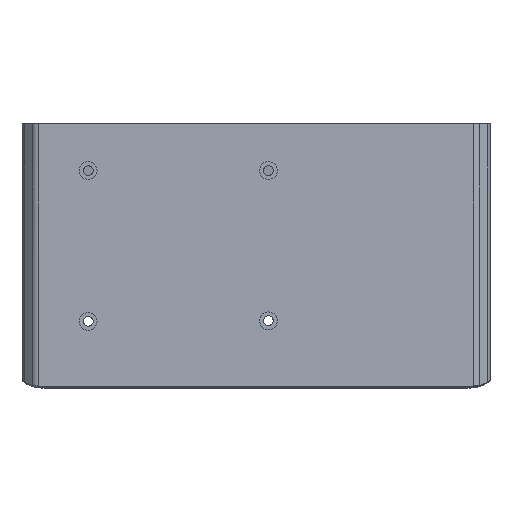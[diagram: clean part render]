
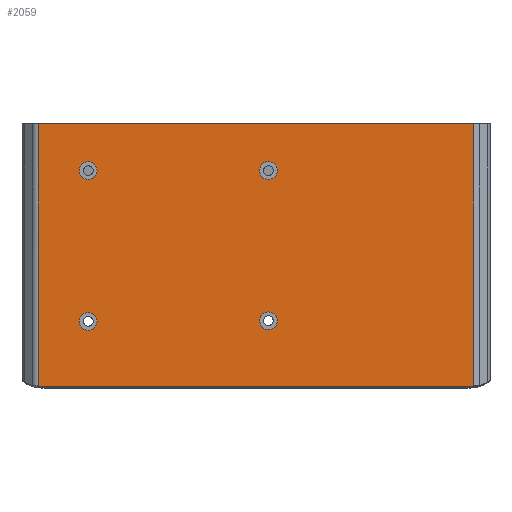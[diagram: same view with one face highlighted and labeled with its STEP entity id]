
A CAD part, front view. The second image highlights one B-rep face of the part: STEP entity #2059.
In plain terms, the highlighted planar face has unit normal (0, -1, 0).
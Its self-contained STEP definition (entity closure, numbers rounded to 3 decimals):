
#48=FACE_BOUND('',#356,.T.);
#49=FACE_BOUND('',#357,.T.);
#50=FACE_BOUND('',#358,.T.);
#51=FACE_BOUND('',#359,.T.);
#75=CIRCLE('',#2227,2.);
#78=CIRCLE('',#2232,2.);
#81=CIRCLE('',#2237,2.);
#84=CIRCLE('',#2242,2.);
#144=PLANE('',#2268);
#225=FACE_OUTER_BOUND('',#355,.T.);
#355=EDGE_LOOP('',(#1593,#1594,#1595,#1596,#1597,#1598));
#356=EDGE_LOOP('',(#1599));
#357=EDGE_LOOP('',(#1600));
#358=EDGE_LOOP('',(#1601));
#359=EDGE_LOOP('',(#1602));
#511=LINE('',#3267,#705);
#526=LINE('',#3358,#720);
#535=LINE('',#3386,#729);
#536=LINE('',#3388,#730);
#705=VECTOR('',#2551,10.);
#720=VECTOR('',#2642,10.);
#729=VECTOR('',#2665,10.);
#730=VECTOR('',#2668,10.);
#848=ELLIPSE('',#2167,6.446,5.);
#872=ELLIPSE('',#2220,6.446,5.);
#884=VERTEX_POINT('',#3015);
#885=VERTEX_POINT('',#3016);
#957=VERTEX_POINT('',#3248);
#958=VERTEX_POINT('',#3250);
#963=VERTEX_POINT('',#3286);
#966=VERTEX_POINT('',#3295);
#969=VERTEX_POINT('',#3304);
#972=VERTEX_POINT('',#3313);
#987=VERTEX_POINT('',#3355);
#988=VERTEX_POINT('',#3357);
#1075=EDGE_CURVE('',#884,#885,#848,.T.);
#1166=EDGE_CURVE('',#957,#958,#872,.T.);
#1170=EDGE_CURVE('',#885,#957,#511,.T.);
#1175=EDGE_CURVE('',#963,#963,#75,.T.);
#1179=EDGE_CURVE('',#966,#966,#78,.T.);
#1183=EDGE_CURVE('',#969,#969,#81,.T.);
#1187=EDGE_CURVE('',#972,#972,#84,.T.);
#1209=EDGE_CURVE('',#987,#988,#526,.T.);
#1223=EDGE_CURVE('',#988,#884,#535,.T.);
#1224=EDGE_CURVE('',#958,#987,#536,.T.);
#1593=ORIENTED_EDGE('',*,*,#1075,.F.);
#1594=ORIENTED_EDGE('',*,*,#1223,.F.);
#1595=ORIENTED_EDGE('',*,*,#1209,.F.);
#1596=ORIENTED_EDGE('',*,*,#1224,.F.);
#1597=ORIENTED_EDGE('',*,*,#1166,.F.);
#1598=ORIENTED_EDGE('',*,*,#1170,.F.);
#1599=ORIENTED_EDGE('',*,*,#1175,.T.);
#1600=ORIENTED_EDGE('',*,*,#1179,.T.);
#1601=ORIENTED_EDGE('',*,*,#1183,.T.);
#1602=ORIENTED_EDGE('',*,*,#1187,.T.);
#2059=ADVANCED_FACE('',(#225,#48,#49,#50,#51),#144,.T.);
#2167=AXIS2_PLACEMENT_3D('',#3017,#2388,#2389);
#2220=AXIS2_PLACEMENT_3D('',#3251,#2544,#2545);
#2227=AXIS2_PLACEMENT_3D('',#3287,#2562,#2563);
#2232=AXIS2_PLACEMENT_3D('',#3296,#2573,#2574);
#2237=AXIS2_PLACEMENT_3D('',#3305,#2584,#2585);
#2242=AXIS2_PLACEMENT_3D('',#3314,#2595,#2596);
#2268=AXIS2_PLACEMENT_3D('',#3387,#2666,#2667);
#2388=DIRECTION('center_axis',(0.,1.,0.));
#2389=DIRECTION('ref_axis',(-0.509,0.,-0.861));
#2544=DIRECTION('center_axis',(0.,1.,0.));
#2545=DIRECTION('ref_axis',(0.509,0.,-0.861));
#2551=DIRECTION('',(-1.,0.,0.));
#2562=DIRECTION('center_axis',(0.,1.,0.));
#2563=DIRECTION('ref_axis',(1.,0.,0.));
#2573=DIRECTION('center_axis',(0.,1.,0.));
#2574=DIRECTION('ref_axis',(1.,0.,0.));
#2584=DIRECTION('center_axis',(0.,1.,0.));
#2585=DIRECTION('ref_axis',(1.,0.,0.));
#2595=DIRECTION('center_axis',(0.,1.,0.));
#2596=DIRECTION('ref_axis',(1.,0.,0.));
#2642=DIRECTION('',(1.,0.,0.));
#2665=DIRECTION('',(0.,0.,-1.));
#2666=DIRECTION('center_axis',(0.,-1.,0.));
#2667=DIRECTION('ref_axis',(0.,0.,-1.));
#2668=DIRECTION('',(0.,0.,1.));
#3015=CARTESIAN_POINT('',(102.172,0.,-59.399));
#3016=CARTESIAN_POINT('',(101.195,0.,-59.5));
#3017=CARTESIAN_POINT('Origin',(102.383,0.,-53.396));
#3248=CARTESIAN_POINT('',(4.805,0.,-59.5));
#3250=CARTESIAN_POINT('',(3.828,0.,-59.399));
#3251=CARTESIAN_POINT('Origin',(3.617,0.,-53.396));
#3267=CARTESIAN_POINT('',(0.,0.,-59.5));
#3286=CARTESIAN_POINT('',(53.8,0.,-10.572));
#3287=CARTESIAN_POINT('Origin',(55.8,0.,-10.572));
#3295=CARTESIAN_POINT('',(53.8,0.,-44.572));
#3296=CARTESIAN_POINT('Origin',(55.8,0.,-44.572));
#3304=CARTESIAN_POINT('',(13.,0.,-44.724));
#3305=CARTESIAN_POINT('Origin',(15.,0.,-44.724));
#3313=CARTESIAN_POINT('',(13.,0.,-10.572));
#3314=CARTESIAN_POINT('Origin',(15.,0.,-10.572));
#3355=CARTESIAN_POINT('',(3.828,0.,0.));
#3357=CARTESIAN_POINT('',(102.172,0.,0.));
#3358=CARTESIAN_POINT('',(0.,0.,0.));
#3386=CARTESIAN_POINT('',(102.172,0.,-7.5));
#3387=CARTESIAN_POINT('Origin',(0.,0.,0.));
#3388=CARTESIAN_POINT('',(3.828,0.,-7.5));
